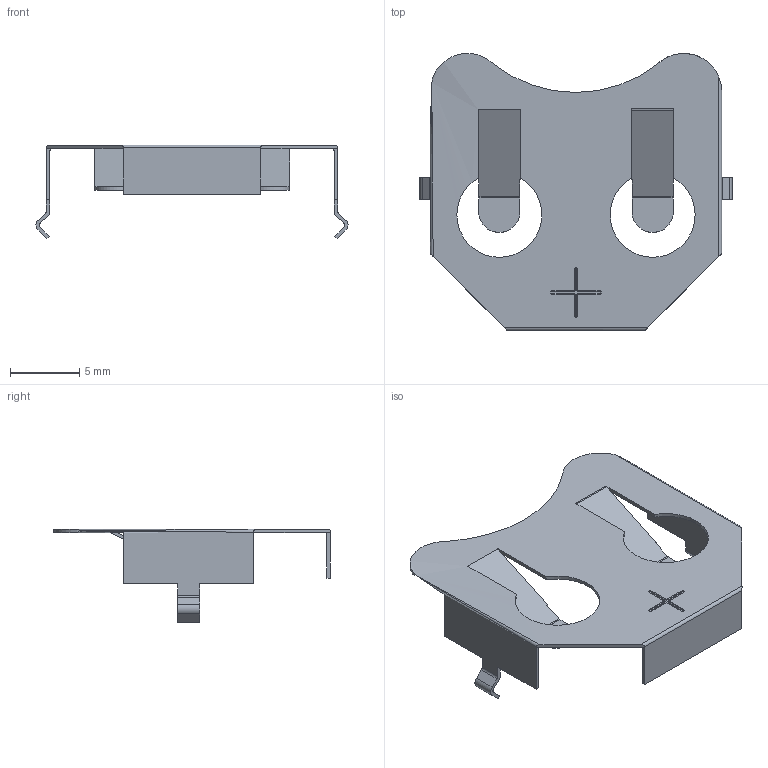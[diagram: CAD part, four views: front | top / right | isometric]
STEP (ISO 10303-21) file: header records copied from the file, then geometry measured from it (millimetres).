
FILE_DESCRIPTION( ( '' ), ' ' );
FILE_NAME( '5bd142b62148ed14092561c8.step', '2018-10-25T04:12:39', ( '' ), ( '' ), ' ', ' ', ' ' );
FILE_SCHEMA( ( 'AUTOMOTIVE_DESIGN { 1 0 10303 214 1 1 1 1 }' ) );
Length unit declared in the file: metre
Products named in the file (1): Open CASCADE STEP translator 6.8 1
Bounding box: 22.59 x 20.05 x 6.79 mm (x, y, z)
Volume: 104.7 mm3; surface area: 930.9 mm2
Topology: 1 solids, 1 shells, 164 faces, 410 edges, 249 vertices
Faces by surface type: plane 136, cylinder 28
Entity records: 8144 total; most frequent: CARTESIAN_POINT 838, ORIENTED_EDGE 820, DIRECTION 795, STYLED_ITEM 574, PRESENTATION_STYLE_ASSIGNMENT 574, COLOUR_RGB 574, EDGE_CURVE 410, CURVE_STYLE 410
